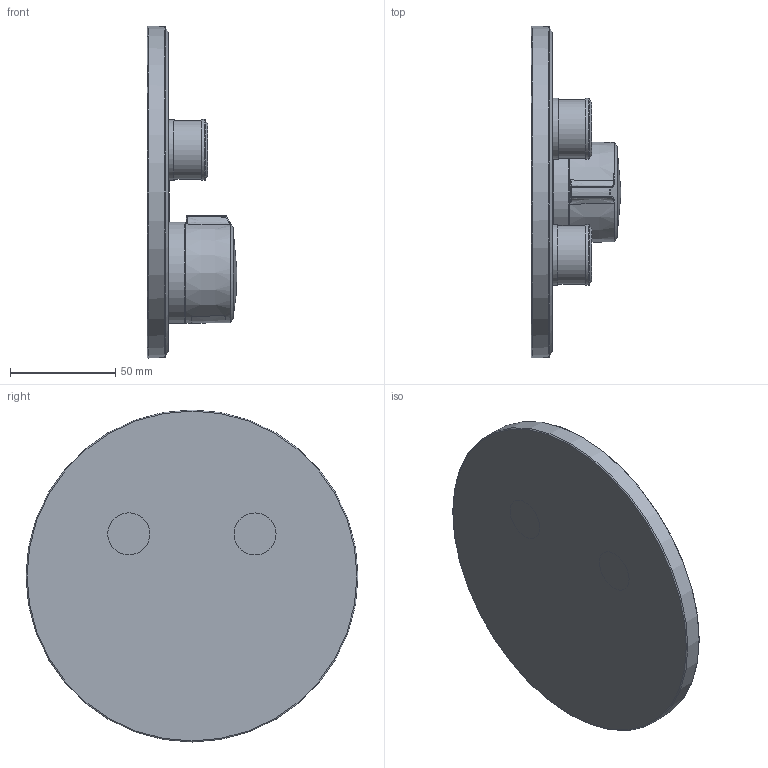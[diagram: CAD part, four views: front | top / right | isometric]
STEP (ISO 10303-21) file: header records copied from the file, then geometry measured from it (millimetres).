
FILE_DESCRIPTION(/* description */ ('Unknown'),/* implementation_level */ '2;1');
FILE_NAME(/* name */ '29145000',/* time_stamp */ '2022-09-09T11:03:31+02:00',/* author */ ('Unknown'),/* organization */ ('GROHE AG'),/* preprocessor_version */ 'ST-DEVELOPER v16.7',/* originating_system */ 'DEX',/* authorisation */ $);
FILE_SCHEMA (('AUTOMOTIVE_DESIGN {1 0 10303 214 3 1 1}'));
Length unit declared in the file: millimetre
Products named in the file (7): 29145000; 29145000_0; 29145000_1; 29145000_2; 160617_SMC_TurningKnob_Housing_facetted_29mm_Lob; 160617_SMC_TurningKnob_Housing_facetted_29mm_Lob_0
Assembly tree (6 placements, depth 2):
  29145000
    29145000
    29145000_0
    29145000_1
    29145000_2
    160617_SMC_TurningKnob_Housing_facetted_29mm_Lob
    160617_SMC_TurningKnob_Housing_facetted_29mm_Lob_0
Bounding box: 42.82 x 157.96 x 157.96 mm (x, y, z)
Volume: 323034.4 mm3; surface area: 68337.4 mm2
Topology: 6 solids, 6 shells, 62 faces, 129 edges, 81 vertices
Faces by surface type: plane 18, cylinder 11, bspline 11, cone 10, sphere 6, torus 6
Full cylindrical faces by diameter (mm): 20 x2, 27.755 x1, 27.98 x1, 29 x4, 42.1 x1, 45.2 x1, 48.18 x1
Entity records: 2360 total; most frequent: CARTESIAN_POINT 1008, DIRECTION 200, ORIENTED_EDGE 164, AXIS2_PLACEMENT_3D 100, EDGE_LOOP 95, FACE_BOUND 95, EDGE_CURVE 82, VERTEX_POINT 65
